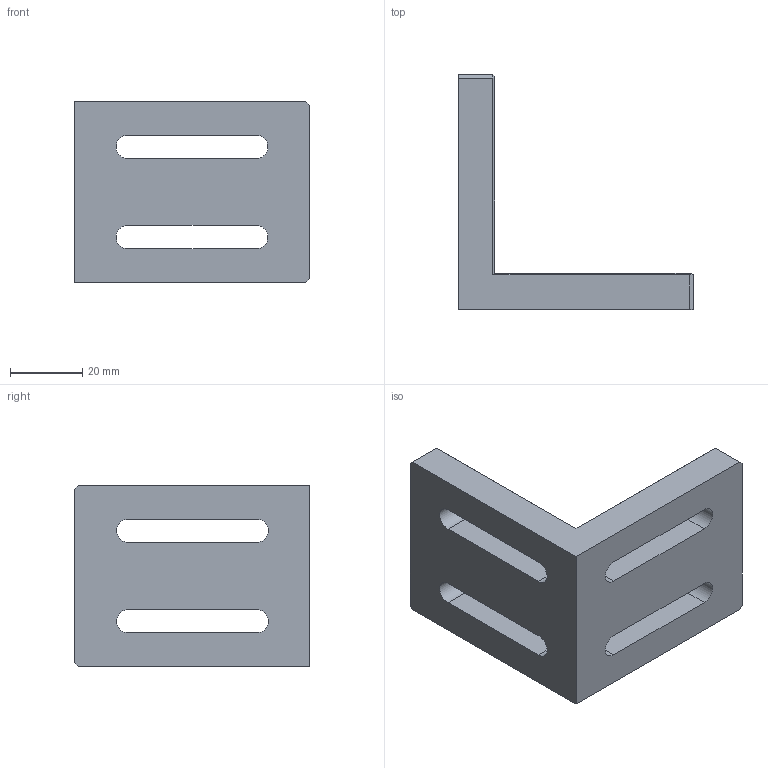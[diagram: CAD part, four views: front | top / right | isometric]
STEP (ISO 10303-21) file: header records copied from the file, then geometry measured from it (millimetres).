
FILE_DESCRIPTION (( 'STEP AP203' ), '1' );
FILE_NAME ('65-50-65-L盓殤.STEP', '2025-05-19T03:11:03', ( 'Windows User' ), ( 'P R C' ), 'SwSTEP 2.0', 'SolidWorks 2020', '' );
FILE_SCHEMA (( 'CONFIG_CONTROL_DESIGN' ));
Length unit declared in the file: millimetre
Products named in the file (1): 65-50-65-L盓殤
Bounding box: 65 x 65 x 50 mm (x, y, z)
Volume: 49371.5 mm3; surface area: 16771.5 mm2
Topology: 1 solids, 1 shells, 54 faces, 130 edges, 78 vertices
Faces by surface type: plane 38, cylinder 8, cone 8
Entity records: 1623 total; most frequent: DIRECTION 264, CARTESIAN_POINT 263, ORIENTED_EDGE 260, EDGE_CURVE 130, VECTOR 106, LINE 106, AXIS2_PLACEMENT_3D 79, VERTEX_POINT 78
